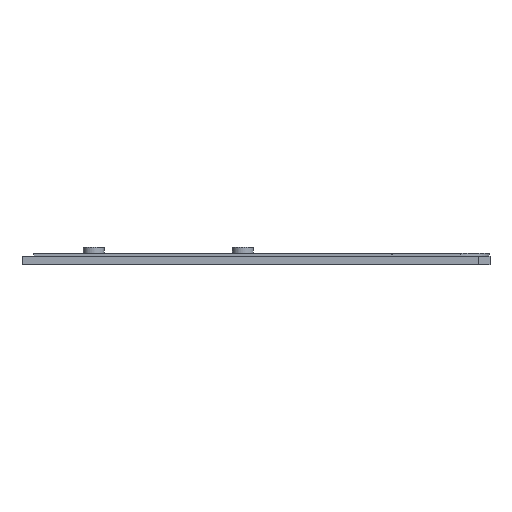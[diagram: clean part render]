
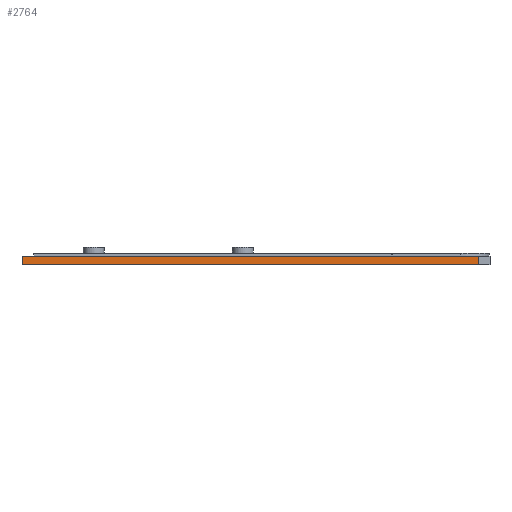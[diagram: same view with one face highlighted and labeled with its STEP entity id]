
A CAD part, left-side view. The second image highlights one B-rep face of the part: STEP entity #2764.
In plain terms, the highlighted planar face has unit normal (-1, 0, 0).
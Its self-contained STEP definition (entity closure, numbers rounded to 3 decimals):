
#275=FACE_OUTER_BOUND('',#483,.T.);
#483=EDGE_LOOP('',(#2462,#2463,#2464,#2465));
#618=LINE('',#3938,#948);
#797=LINE('',#4360,#1127);
#813=LINE('',#4395,#1143);
#814=LINE('',#4396,#1144);
#948=VECTOR('',#3154,10.);
#1127=VECTOR('',#3595,10.);
#1143=VECTOR('',#3617,10.);
#1144=VECTOR('',#3618,10.);
#1274=VERTEX_POINT('',#3923);
#1281=VERTEX_POINT('',#3936);
#1392=VERTEX_POINT('',#4357);
#1393=VERTEX_POINT('',#4359);
#1541=EDGE_CURVE('',#1281,#1274,#618,.T.);
#1749=EDGE_CURVE('',#1392,#1393,#797,.T.);
#1767=EDGE_CURVE('',#1392,#1274,#813,.T.);
#1768=EDGE_CURVE('',#1393,#1281,#814,.T.);
#2462=ORIENTED_EDGE('',*,*,#1749,.F.);
#2463=ORIENTED_EDGE('',*,*,#1767,.T.);
#2464=ORIENTED_EDGE('',*,*,#1541,.F.);
#2465=ORIENTED_EDGE('',*,*,#1768,.F.);
#2631=PLANE('',#2959);
#2764=ADVANCED_FACE('',(#275),#2631,.T.);
#2959=AXIS2_PLACEMENT_3D('',#4394,#3615,#3616);
#3154=DIRECTION('',(0.,1.,0.));
#3595=DIRECTION('',(0.,-1.,0.));
#3615=DIRECTION('center_axis',(-1.,0.,
0.));
#3616=DIRECTION('ref_axis',(0.,1.,0.));
#3617=DIRECTION('',(0.,0.,-1.));
#3618=DIRECTION('',(0.,0.,-1.));
#3923=CARTESIAN_POINT('',(-86.3,329.05,-34.6));
#3936=CARTESIAN_POINT('',(-86.25,176.133,-34.6));
#3938=CARTESIAN_POINT('',(-86.287,289.836,-34.6));
#4357=CARTESIAN_POINT('',(-86.3,329.05,-31.8));
#4359=CARTESIAN_POINT('',(-86.25,176.133,-31.8));
#4360=CARTESIAN_POINT('',(-86.287,289.836,-31.8));
#4394=CARTESIAN_POINT('Origin',(-86.25,176.133,-31.8));
#4395=CARTESIAN_POINT('',(-86.3,329.05,-31.8));
#4396=CARTESIAN_POINT('',(-86.25,176.133,-31.8));
